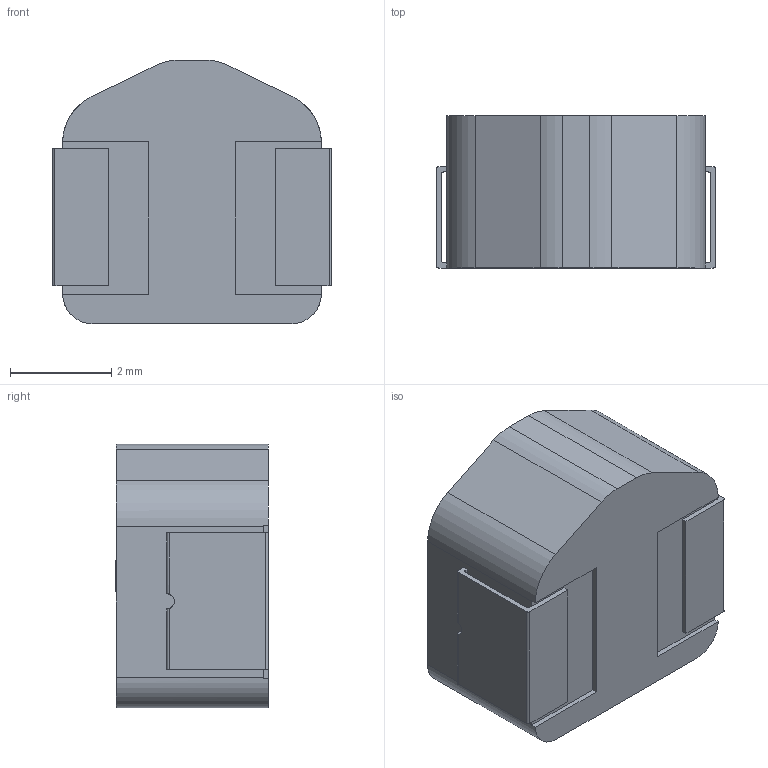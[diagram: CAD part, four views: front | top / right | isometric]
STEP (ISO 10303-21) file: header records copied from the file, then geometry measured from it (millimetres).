
FILE_DESCRIPTION (( 'STEP AP214' ), '1' );
FILE_NAME ('IS_MPLCG_2220_L5.5W5.2T3LL1.1F0.1G2.7.STEP', '2017-08-07T14:58:01', ( '' ), ( '' ), 'SwSTEP 2.0', 'SolidWorks 2014', '' );
FILE_SCHEMA (( 'AUTOMOTIVE_DESIGN' ));
Length unit declared in the file: millimetre
Products named in the file (1): IS_MPLCG_2220_L5.5W5.2T3LL1.1F0.1G2.7
Bounding box: 5.5 x 3 x 5.2 mm (x, y, z)
Volume: 73.2 mm3; surface area: 130.6 mm2
Topology: 4 solids, 4 shells, 116 faces, 329 edges, 217 vertices
Faces by surface type: plane 95, cylinder 21
Entity records: 4570 total; most frequent: CARTESIAN_POINT 807, ORIENTED_EDGE 658, DIRECTION 594, EDGE_CURVE 329, VECTOR 282, LINE 282, VERTEX_POINT 217, AXIS2_PLACEMENT_3D 156
